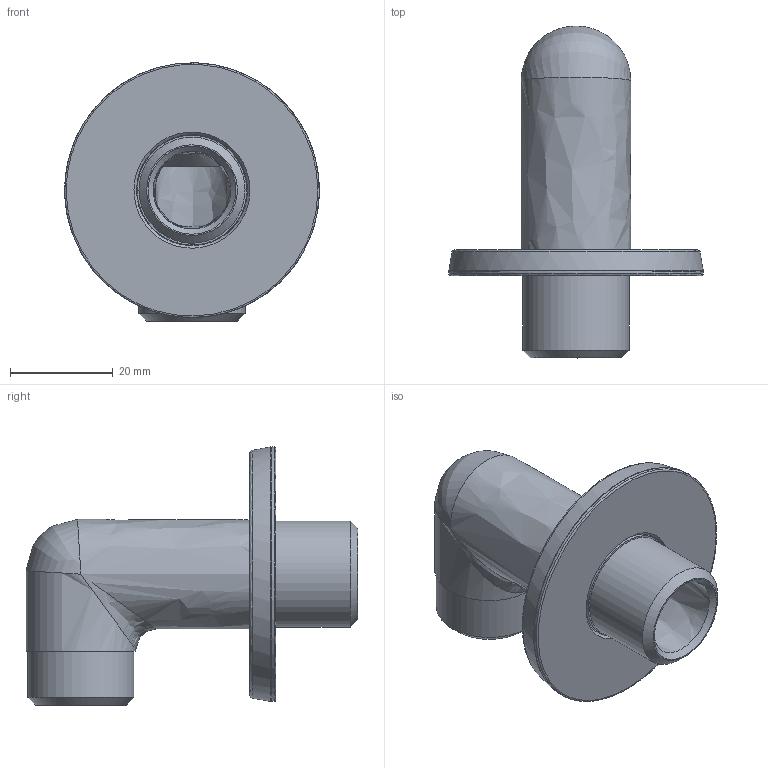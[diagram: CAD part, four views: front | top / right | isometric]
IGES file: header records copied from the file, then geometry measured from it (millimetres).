
Global section: file name: T2064; native system: Autodesk Inventor 2020; preprocessor: unknown; author: rclarke; date: 20221128.095343; units: millimetre
Bounding box: 49.48 x 64.5 x 50.19 mm (x, y, z)
Volume: 20553.9 mm3; surface area: 13848.5 mm2
Topology: 3 solids, 3 shells, 37 faces, 92 edges, 58 vertices
Faces by surface type: bspline 37
